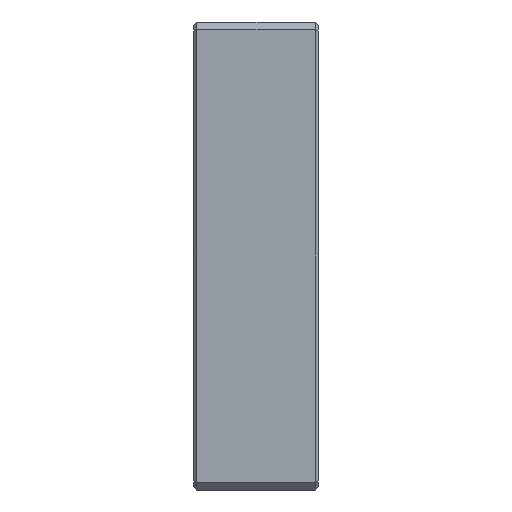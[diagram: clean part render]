
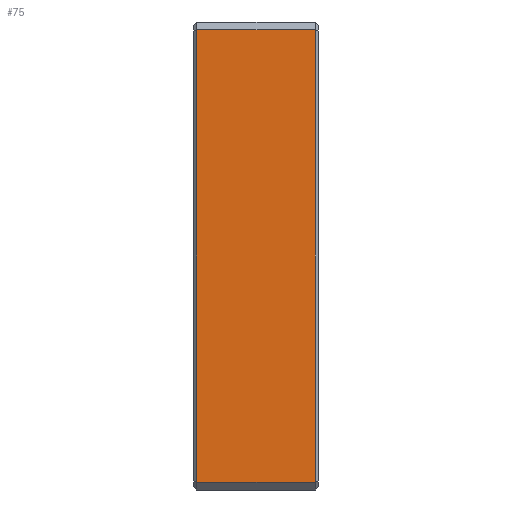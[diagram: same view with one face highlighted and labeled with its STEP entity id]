
A CAD part, left-side view. The second image highlights one B-rep face of the part: STEP entity #75.
In plain terms, the highlighted planar face has unit normal (-1, 0, 0).
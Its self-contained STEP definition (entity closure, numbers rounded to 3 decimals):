
#75 = ADVANCED_FACE( '', ( #102 ), #103, .F. );
#102 = FACE_OUTER_BOUND( '', #154, .T. );
#103 = PLANE( '', #155 );
#154 = EDGE_LOOP( '', ( #206, #207, #208, #209 ) );
#155 = AXIS2_PLACEMENT_3D( '', #210, #211, #212 );
#206 = ORIENTED_EDGE( '', *, *, #396, .T. );
#207 = ORIENTED_EDGE( '', *, *, #397, .T. );
#208 = ORIENTED_EDGE( '', *, *, #398, .T. );
#209 = ORIENTED_EDGE( '', *, *, #399, .T. );
#210 = CARTESIAN_POINT( '', ( -80., -4., 15. ) );
#211 = DIRECTION( '', ( 1., 0., 0. ) );
#212 = DIRECTION( '', ( 0., 0., -1. ) );
#396 = EDGE_CURVE( '', #452, #453, #454, .T. );
#397 = EDGE_CURVE( '', #453, #455, #456, .T. );
#398 = EDGE_CURVE( '', #455, #457, #458, .T. );
#399 = EDGE_CURVE( '', #457, #452, #459, .T. );
#452 = VERTEX_POINT( '', #540 );
#453 = VERTEX_POINT( '', #541 );
#454 = LINE( '', #542, #543 );
#455 = VERTEX_POINT( '', #544 );
#456 = LINE( '', #545, #546 );
#457 = VERTEX_POINT( '', #547 );
#458 = LINE( '', #548, #549 );
#459 = LINE( '', #550, #551 );
#540 = CARTESIAN_POINT( '', ( -80., -3.8, 14.5 ) );
#541 = CARTESIAN_POINT( '', ( -80., 3.8, 14.5 ) );
#542 = CARTESIAN_POINT( '', ( -80., -4., 14.5 ) );
#543 = VECTOR( '', #684, 1000. );
#544 = CARTESIAN_POINT( '', ( -80., 3.8, -14.5 ) );
#545 = CARTESIAN_POINT( '', ( -80., 3.8, 15. ) );
#546 = VECTOR( '', #685, 1000. );
#547 = CARTESIAN_POINT( '', ( -80., -3.8, -14.5 ) );
#548 = CARTESIAN_POINT( '', ( -80., -4., -14.5 ) );
#549 = VECTOR( '', #686, 1000. );
#550 = CARTESIAN_POINT( '', ( -80., -3.8, 14.5 ) );
#551 = VECTOR( '', #687, 1000. );
#684 = DIRECTION( '', ( 0., 1., 0. ) );
#685 = DIRECTION( '', ( 0., 0., -1. ) );
#686 = DIRECTION( '', ( 0., -1., 0. ) );
#687 = DIRECTION( '', ( 0., 0., 1. ) );
